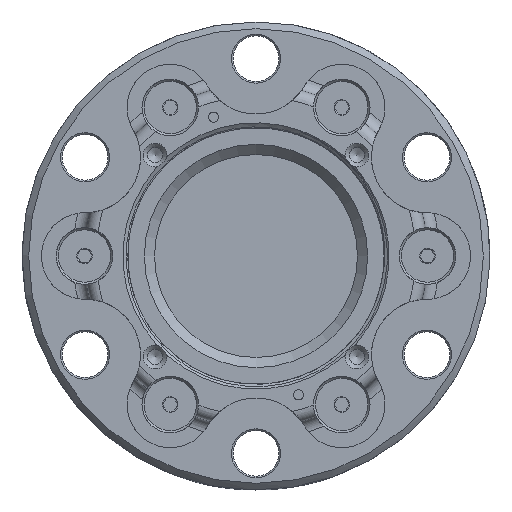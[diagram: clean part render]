
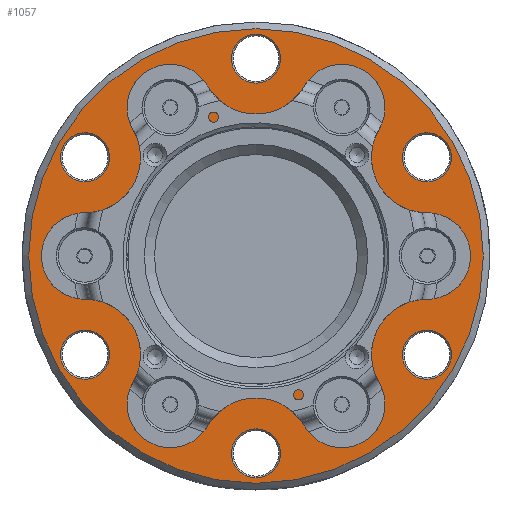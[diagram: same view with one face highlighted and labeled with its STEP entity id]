
A CAD part, front view. The second image highlights one B-rep face of the part: STEP entity #1057.
In plain terms, the highlighted planar face has unit normal (0, -1, 0).
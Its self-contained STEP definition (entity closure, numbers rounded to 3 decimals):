
#749 = ORIENTED_EDGE ( 'NONE', *, *, #21382, .T. ) ;
#852 = CARTESIAN_POINT ( 'NONE',  ( -25.5, -6.3, 0. ) ) ;
#1001 = CIRCLE ( 'NONE', #20485, 19.43 ) ;
#1057 = ADVANCED_FACE ( 'NONE', ( #17362, #21252, #6849, #15039, #9475, #22873, #26804, #11788, #25471, #19938, #14393, #8842, #3259, #24824 ), #11721, .F. ) ;
#1331 = AXIS2_PLACEMENT_3D ( 'NONE', #9689, #15906, #3380 ) ;
#1518 = CARTESIAN_POINT ( 'NONE',  ( 0., -6.3, 19.43 ) ) ;
#1958 = CARTESIAN_POINT ( 'NONE',  ( -12.75, -6.3, -23.436 ) ) ;
#2046 = CIRCLE ( 'NONE', #4830, 3.65 ) ;
#2279 = DIRECTION ( 'NONE',  ( 0., 0., 1. ) ) ;
#2494 = EDGE_CURVE ( 'NONE', #15690, #15690, #2046, .T. ) ;
#2514 = DIRECTION ( 'NONE',  ( 0., 0., -1. ) ) ;
#2941 = DIRECTION ( 'NONE',  ( 0., 0., -1. ) ) ;
#3259 = FACE_BOUND ( 'NONE', #13555, .T. ) ;
#3369 = EDGE_CURVE ( 'NONE', #25464, #25464, #24586, .T. ) ;
#3380 = DIRECTION ( 'NONE',  ( 0., 0., 1. ) ) ;
#3719 = CARTESIAN_POINT ( 'NONE',  ( -25.418, -6.3, -14.675 ) ) ;
#3819 = CARTESIAN_POINT ( 'NONE',  ( 12.75, -6.3, -22.084 ) ) ;
#3899 = ORIENTED_EDGE ( 'NONE', *, *, #2494, .T. ) ;
#3908 = VERTEX_POINT ( 'NONE', #14308 ) ;
#3962 = CARTESIAN_POINT ( 'NONE',  ( 12.75, -6.3, 20.731 ) ) ;
#4315 = CARTESIAN_POINT ( 'NONE',  ( 0., -6.3, 33.798 ) ) ;
#4546 = VERTEX_POINT ( 'NONE', #22229 ) ;
#4690 = AXIS2_PLACEMENT_3D ( 'NONE', #6918, #21701, #21527 ) ;
#4830 = AXIS2_PLACEMENT_3D ( 'NONE', #11931, #9800, #22485 ) ;
#4930 = DIRECTION ( 'NONE',  ( 0., -1., 0. ) ) ;
#5328 = EDGE_CURVE ( 'NONE', #3908, #3908, #24527, .T. ) ;
#5602 = EDGE_CURVE ( 'NONE', #23204, #23204, #1001, .T. ) ;
#5814 = CARTESIAN_POINT ( 'NONE',  ( 25.418, -6.3, 14.675 ) ) ;
#5854 = VERTEX_POINT ( 'NONE', #3962 ) ;
#5932 = DIRECTION ( 'NONE',  ( 0., -1., 0. ) ) ;
#6009 = CIRCLE ( 'NONE', #26295, 3.65 ) ;
#6074 = CARTESIAN_POINT ( 'NONE',  ( -12.75, -6.3, 20.731 ) ) ;
#6299 = EDGE_CURVE ( 'NONE', #12772, #12772, #15711, .T. ) ;
#6849 = FACE_BOUND ( 'NONE', #7626, .T. ) ;
#6918 = CARTESIAN_POINT ( 'NONE',  ( 0., -6.3, 29.35 ) ) ;
#7151 = VERTEX_POINT ( 'NONE', #26986 ) ;
#7214 = ORIENTED_EDGE ( 'NONE', *, *, #17613, .T. ) ;
#7626 = EDGE_LOOP ( 'NONE', ( #11928 ) ) ;
#7832 = DIRECTION ( 'NONE',  ( 0., 0., 1. ) ) ;
#8005 = CARTESIAN_POINT ( 'NONE',  ( -25.418, -6.3, 18.325 ) ) ;
#8183 = CARTESIAN_POINT ( 'NONE',  ( 25.5, -6.3, -1.353 ) ) ;
#8240 = AXIS2_PLACEMENT_3D ( 'NONE', #852, #4930, #2941 ) ;
#8274 = EDGE_CURVE ( 'NONE', #4546, #4546, #8840, .T. ) ;
#8828 = DIRECTION ( 'NONE',  ( 0., -1., 0. ) ) ;
#8840 = CIRCLE ( 'NONE', #4690, 3.65 ) ;
#8842 = FACE_BOUND ( 'NONE', #10934, .T. ) ;
#8930 = CIRCLE ( 'NONE', #18820, 33.798 ) ;
#9157 = DIRECTION ( 'NONE',  ( 0., 0., 1. ) ) ;
#9160 = CIRCLE ( 'NONE', #18013, 1.353 ) ;
#9475 = FACE_BOUND ( 'NONE', #16476, .T. ) ;
#9587 = EDGE_LOOP ( 'NONE', ( #25793 ) ) ;
#9689 = CARTESIAN_POINT ( 'NONE',  ( 0., -6.3, 0. ) ) ;
#9790 = VERTEX_POINT ( 'NONE', #22876 ) ;
#9800 = DIRECTION ( 'NONE',  ( 0., 1., 0. ) ) ;
#9861 = ORIENTED_EDGE ( 'NONE', *, *, #5602, .T. ) ;
#10299 = EDGE_LOOP ( 'NONE', ( #14482 ) ) ;
#10400 = DIRECTION ( 'NONE',  ( 0., 0., 1. ) ) ;
#10655 = AXIS2_PLACEMENT_3D ( 'NONE', #19686, #23868, #13133 ) ;
#10890 = EDGE_LOOP ( 'NONE', ( #7214 ) ) ;
#10934 = EDGE_LOOP ( 'NONE', ( #24357 ) ) ;
#11004 = CIRCLE ( 'NONE', #16586, 3.65 ) ;
#11454 = CARTESIAN_POINT ( 'NONE',  ( 0., -6.3, 0. ) ) ;
#11721 = PLANE ( 'NONE',  #1331 ) ;
#11788 = FACE_BOUND ( 'NONE', #23865, .T. ) ;
#11928 = ORIENTED_EDGE ( 'NONE', *, *, #5328, .F. ) ;
#11931 = CARTESIAN_POINT ( 'NONE',  ( -25.418, -6.3, 14.675 ) ) ;
#12422 = DIRECTION ( 'NONE',  ( 0., 1., 0. ) ) ;
#12442 = VERTEX_POINT ( 'NONE', #6074 ) ;
#12497 = CARTESIAN_POINT ( 'NONE',  ( 0., -6.3, -25.7 ) ) ;
#12583 = EDGE_LOOP ( 'NONE', ( #3899 ) ) ;
#12772 = VERTEX_POINT ( 'NONE', #18342 ) ;
#12870 = DIRECTION ( 'NONE',  ( 0., 0., 1. ) ) ;
#13131 = ORIENTED_EDGE ( 'NONE', *, *, #6299, .F. ) ;
#13133 = DIRECTION ( 'NONE',  ( 0., 0., -1. ) ) ;
#13555 = EDGE_LOOP ( 'NONE', ( #23667 ) ) ;
#13983 = EDGE_CURVE ( 'NONE', #12442, #12442, #19295, .T. ) ;
#14263 = CIRCLE ( 'NONE', #19872, 3.65 ) ;
#14308 = CARTESIAN_POINT ( 'NONE',  ( 12.75, -6.3, -23.436 ) ) ;
#14393 = FACE_BOUND ( 'NONE', #12583, .T. ) ;
#14482 = ORIENTED_EDGE ( 'NONE', *, *, #18768, .F. ) ;
#14549 = CARTESIAN_POINT ( 'NONE',  ( 0., -6.3, -29.35 ) ) ;
#14939 = CARTESIAN_POINT ( 'NONE',  ( -12.75, -6.3, 22.084 ) ) ;
#15039 = FACE_BOUND ( 'NONE', #10299, .T. ) ;
#15690 = VERTEX_POINT ( 'NONE', #8005 ) ;
#15711 = CIRCLE ( 'NONE', #8240, 1.353 ) ;
#15906 = DIRECTION ( 'NONE',  ( 0., 1., 0. ) ) ;
#16235 = CARTESIAN_POINT ( 'NONE',  ( 25.418, -6.3, 18.325 ) ) ;
#16476 = EDGE_LOOP ( 'NONE', ( #22290 ) ) ;
#16586 = AXIS2_PLACEMENT_3D ( 'NONE', #3719, #26442, #7832 ) ;
#16741 = AXIS2_PLACEMENT_3D ( 'NONE', #26915, #18804, #23073 ) ;
#16753 = CARTESIAN_POINT ( 'NONE',  ( 25.418, -6.3, -14.675 ) ) ;
#16924 = EDGE_CURVE ( 'NONE', #26438, #26438, #6009, .T. ) ;
#17139 = ORIENTED_EDGE ( 'NONE', *, *, #13983, .F. ) ;
#17362 = FACE_OUTER_BOUND ( 'NONE', #10890, .T. ) ;
#17495 = AXIS2_PLACEMENT_3D ( 'NONE', #5814, #12422, #10400 ) ;
#17613 = EDGE_CURVE ( 'NONE', #26768, #26768, #8930, .T. ) ;
#17939 = ORIENTED_EDGE ( 'NONE', *, *, #3369, .T. ) ;
#18013 = AXIS2_PLACEMENT_3D ( 'NONE', #21300, #23481, #25928 ) ;
#18342 = CARTESIAN_POINT ( 'NONE',  ( -25.5, -6.3, -1.353 ) ) ;
#18583 = DIRECTION ( 'NONE',  ( 0., 0., 1. ) ) ;
#18668 = DIRECTION ( 'NONE',  ( 0., 1., 0. ) ) ;
#18768 = EDGE_CURVE ( 'NONE', #21213, #21213, #26140, .T. ) ;
#18804 = DIRECTION ( 'NONE',  ( 0., -1., 0. ) ) ;
#18820 = AXIS2_PLACEMENT_3D ( 'NONE', #19438, #23171, #12870 ) ;
#18822 = DIRECTION ( 'NONE',  ( 0., 0., -1. ) ) ;
#18946 = VERTEX_POINT ( 'NONE', #1958 ) ;
#19295 = CIRCLE ( 'NONE', #23319, 1.353 ) ;
#19438 = CARTESIAN_POINT ( 'NONE',  ( 0., -6.3, 0. ) ) ;
#19686 = CARTESIAN_POINT ( 'NONE',  ( 12.75, -6.3, 22.084 ) ) ;
#19749 = DIRECTION ( 'NONE',  ( 0., 1., 0. ) ) ;
#19872 = AXIS2_PLACEMENT_3D ( 'NONE', #16753, #18668, #2279 ) ;
#19887 = EDGE_LOOP ( 'NONE', ( #749 ) ) ;
#19938 = FACE_BOUND ( 'NONE', #9587, .T. ) ;
#20307 = CIRCLE ( 'NONE', #10655, 1.353 ) ;
#20485 = AXIS2_PLACEMENT_3D ( 'NONE', #11454, #19749, #9157 ) ;
#20599 = EDGE_LOOP ( 'NONE', ( #17939 ) ) ;
#20714 = EDGE_LOOP ( 'NONE', ( #26545 ) ) ;
#20863 = EDGE_LOOP ( 'NONE', ( #17139 ) ) ;
#21213 = VERTEX_POINT ( 'NONE', #8183 ) ;
#21252 = FACE_BOUND ( 'NONE', #20714, .T. ) ;
#21300 = CARTESIAN_POINT ( 'NONE',  ( -12.75, -6.3, -22.084 ) ) ;
#21382 = EDGE_CURVE ( 'NONE', #7151, #7151, #14263, .T. ) ;
#21527 = DIRECTION ( 'NONE',  ( 0., 0., 1. ) ) ;
#21701 = DIRECTION ( 'NONE',  ( 0., 1., 0. ) ) ;
#21770 = EDGE_CURVE ( 'NONE', #9790, #9790, #11004, .T. ) ;
#22229 = CARTESIAN_POINT ( 'NONE',  ( 0., -6.3, 33. ) ) ;
#22290 = ORIENTED_EDGE ( 'NONE', *, *, #25119, .F. ) ;
#22485 = DIRECTION ( 'NONE',  ( 0., 0., 1. ) ) ;
#22873 = FACE_BOUND ( 'NONE', #20863, .T. ) ;
#22876 = CARTESIAN_POINT ( 'NONE',  ( -25.418, -6.3, -11.025 ) ) ;
#23073 = DIRECTION ( 'NONE',  ( 0., 0., -1. ) ) ;
#23171 = DIRECTION ( 'NONE',  ( 0., -1., 0. ) ) ;
#23204 = VERTEX_POINT ( 'NONE', #1518 ) ;
#23319 = AXIS2_PLACEMENT_3D ( 'NONE', #14939, #8828, #2514 ) ;
#23481 = DIRECTION ( 'NONE',  ( 0., -1., 0. ) ) ;
#23667 = ORIENTED_EDGE ( 'NONE', *, *, #16924, .T. ) ;
#23836 = EDGE_LOOP ( 'NONE', ( #13131 ) ) ;
#23865 = EDGE_LOOP ( 'NONE', ( #9861 ) ) ;
#23868 = DIRECTION ( 'NONE',  ( 0., -1., 0. ) ) ;
#24357 = ORIENTED_EDGE ( 'NONE', *, *, #21770, .T. ) ;
#24527 = CIRCLE ( 'NONE', #26038, 1.353 ) ;
#24586 = CIRCLE ( 'NONE', #17495, 3.65 ) ;
#24824 = FACE_BOUND ( 'NONE', #19887, .T. ) ;
#25104 = DIRECTION ( 'NONE',  ( 0., 1., 0. ) ) ;
#25119 = EDGE_CURVE ( 'NONE', #5854, #5854, #20307, .T. ) ;
#25464 = VERTEX_POINT ( 'NONE', #16235 ) ;
#25471 = FACE_BOUND ( 'NONE', #20599, .T. ) ;
#25793 = ORIENTED_EDGE ( 'NONE', *, *, #8274, .T. ) ;
#25928 = DIRECTION ( 'NONE',  ( 0., 0., -1. ) ) ;
#26038 = AXIS2_PLACEMENT_3D ( 'NONE', #3819, #5932, #18822 ) ;
#26140 = CIRCLE ( 'NONE', #16741, 1.353 ) ;
#26295 = AXIS2_PLACEMENT_3D ( 'NONE', #14549, #25104, #18583 ) ;
#26361 = EDGE_CURVE ( 'NONE', #18946, #18946, #9160, .T. ) ;
#26438 = VERTEX_POINT ( 'NONE', #12497 ) ;
#26442 = DIRECTION ( 'NONE',  ( 0., 1., 0. ) ) ;
#26545 = ORIENTED_EDGE ( 'NONE', *, *, #26361, .F. ) ;
#26768 = VERTEX_POINT ( 'NONE', #4315 ) ;
#26804 = FACE_BOUND ( 'NONE', #23836, .T. ) ;
#26915 = CARTESIAN_POINT ( 'NONE',  ( 25.5, -6.3, 0. ) ) ;
#26986 = CARTESIAN_POINT ( 'NONE',  ( 25.418, -6.3, -11.025 ) ) ;
